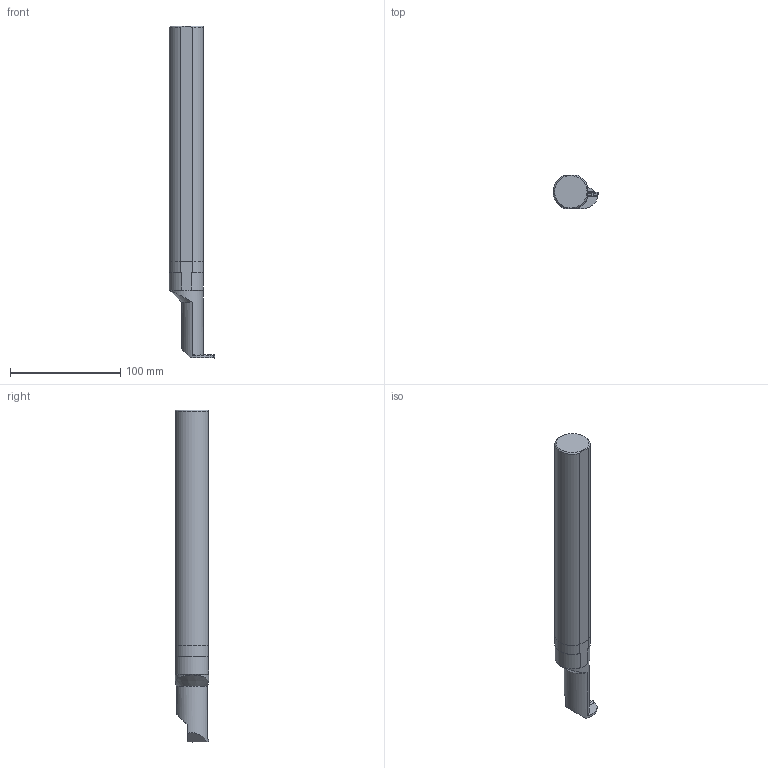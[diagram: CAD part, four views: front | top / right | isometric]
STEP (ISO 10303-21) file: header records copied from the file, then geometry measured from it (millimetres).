
FILE_DESCRIPTION(/* description */ (''),/* implementation_level */ '2;1');
FILE_NAME(/* name */ 'A32T-CGJL1303.stp',/* time_stamp */ '2018-03-29T15:44:57+05:00',/* author */ (''),/* organization */ (''),/* preprocessor_version */ 'ST-DEVELOPER v16',/* originating_system */ 'SIEMENS PLM Software NX 11.0',/* authorisation */ '');
FILE_SCHEMA (('AUTOMOTIVE_DESIGN { 1 0 10303 214 3 1 1 1 }'));
Length unit declared in the file: millimetre
Products named in the file (1): inpu27DDefxt
Bounding box: 41.49 x 30 x 300.98 mm (x, y, z)
Volume: 211238.6 mm3; surface area: 31513 mm2
Topology: 3 solids, 3 shells, 118 faces, 302 edges, 190 vertices
Faces by surface type: plane 56, cylinder 33, bspline 16, extrusion 6, cone 5, torus 2
Full cylindrical faces by diameter (mm): 30 x1
Entity records: 4045 total; most frequent: CARTESIAN_POINT 1294, ORIENTED_EDGE 600, DIRECTION 504, EDGE_CURVE 300, VERTEX_POINT 189, AXIS2_PLACEMENT_3D 172, VECTOR 160, LINE 154
